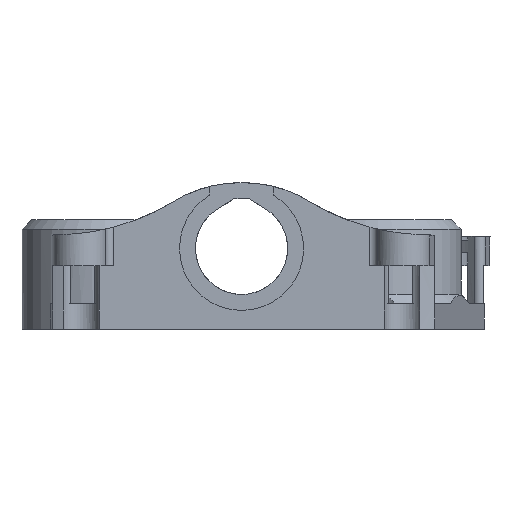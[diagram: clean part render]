
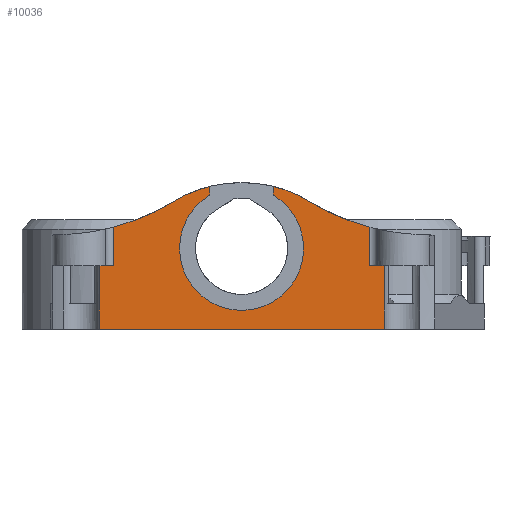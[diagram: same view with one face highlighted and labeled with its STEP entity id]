
A CAD part, front view. The second image highlights one B-rep face of the part: STEP entity #10036.
In plain terms, the highlighted planar face has unit normal (0, -1, 0).
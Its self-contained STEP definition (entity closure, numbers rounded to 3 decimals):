
#227=CIRCLE('',#10339,9.75);
#228=CIRCLE('',#10345,20.018);
#229=CIRCLE('',#10348,20.018);
#252=CIRCLE('',#10398,35.);
#253=CIRCLE('',#10408,35.);
#1838=FACE_OUTER_BOUND('',#2409,.T.);
#2409=EDGE_LOOP('',(#9204,#9205,#9206,#9207,#9208,#9209,#9210,#9211,#9212,
#9213,#9214,#9215,#9216,#9217));
#2908=LINE('',#20103,#3568);
#3038=LINE('',#22159,#3698);
#3043=LINE('',#22169,#3703);
#3083=LINE('',#22519,#3743);
#3084=LINE('',#22522,#3744);
#3085=LINE('',#22523,#3745);
#3086=LINE('',#22525,#3746);
#3087=LINE('',#22527,#3747);
#3088=LINE('',#22528,#3748);
#3568=VECTOR('',#11099,10.);
#3698=VECTOR('',#11577,10.);
#3703=VECTOR('',#11588,10.);
#3743=VECTOR('',#11776,10.);
#3744=VECTOR('',#11779,10.);
#3745=VECTOR('',#11780,10.);
#3746=VECTOR('',#11781,10.);
#3747=VECTOR('',#11782,10.);
#3748=VECTOR('',#11783,10.);
#4464=VERTEX_POINT('',#20100);
#4465=VERTEX_POINT('',#20102);
#4717=VERTEX_POINT('',#22157);
#4718=VERTEX_POINT('',#22158);
#4719=VERTEX_POINT('',#22163);
#4720=VERTEX_POINT('',#22167);
#4721=VERTEX_POINT('',#22178);
#4722=VERTEX_POINT('',#22185);
#4746=VERTEX_POINT('',#22343);
#4754=VERTEX_POINT('',#22465);
#4757=VERTEX_POINT('',#22517);
#4758=VERTEX_POINT('',#22521);
#4759=VERTEX_POINT('',#22524);
#4760=VERTEX_POINT('',#22526);
#5818=EDGE_CURVE('',#4465,#4464,#2908,.T.);
#6171=EDGE_CURVE('',#4717,#4718,#3038,.T.);
#6174=EDGE_CURVE('',#4719,#4717,#227,.T.);
#6177=EDGE_CURVE('',#4720,#4719,#3043,.T.);
#6182=EDGE_CURVE('',#4718,#4721,#228,.T.);
#6187=EDGE_CURVE('',#4722,#4720,#229,.T.);
#6241=EDGE_CURVE('',#4746,#4722,#252,.T.);
#6257=EDGE_CURVE('',#4721,#4754,#253,.T.);
#6265=EDGE_CURVE('',#4746,#4757,#3083,.T.);
#6266=EDGE_CURVE('',#4758,#4757,#3084,.T.);
#6267=EDGE_CURVE('',#4465,#4758,#3085,.T.);
#6268=EDGE_CURVE('',#4464,#4759,#3086,.T.);
#6269=EDGE_CURVE('',#4760,#4759,#3087,.T.);
#6270=EDGE_CURVE('',#4754,#4760,#3088,.T.);
#9204=ORIENTED_EDGE('',*,*,#6171,.F.);
#9205=ORIENTED_EDGE('',*,*,#6174,.F.);
#9206=ORIENTED_EDGE('',*,*,#6177,.F.);
#9207=ORIENTED_EDGE('',*,*,#6187,.F.);
#9208=ORIENTED_EDGE('',*,*,#6241,.F.);
#9209=ORIENTED_EDGE('',*,*,#6265,.T.);
#9210=ORIENTED_EDGE('',*,*,#6266,.F.);
#9211=ORIENTED_EDGE('',*,*,#6267,.F.);
#9212=ORIENTED_EDGE('',*,*,#5818,.T.);
#9213=ORIENTED_EDGE('',*,*,#6268,.T.);
#9214=ORIENTED_EDGE('',*,*,#6269,.F.);
#9215=ORIENTED_EDGE('',*,*,#6270,.F.);
#9216=ORIENTED_EDGE('',*,*,#6257,.F.);
#9217=ORIENTED_EDGE('',*,*,#6182,.F.);
#9524=PLANE('',#10415);
#10036=ADVANCED_FACE('',(#1838),#9524,.F.);
#10339=AXIS2_PLACEMENT_3D('',#22164,#11582,#11583);
#10345=AXIS2_PLACEMENT_3D('',#22179,#11601,#11602);
#10348=AXIS2_PLACEMENT_3D('',#22187,#11611,#11612);
#10398=AXIS2_PLACEMENT_3D('',#22354,#11735,#11736);
#10408=AXIS2_PLACEMENT_3D('',#22466,#11761,#11762);
#10415=AXIS2_PLACEMENT_3D('',#22520,#11777,#11778);
#11099=DIRECTION('',(1.,0.,0.));
#11577=DIRECTION('',(0.,0.,1.));
#11582=DIRECTION('center_axis',(0.,-1.,
0.));
#11583=DIRECTION('ref_axis',(1.,0.,0.));
#11588=DIRECTION('',(0.,0.,-1.));
#11601=DIRECTION('center_axis',(0.,1.,
0.));
#11602=DIRECTION('ref_axis',(0.,0.,
1.));
#11611=DIRECTION('center_axis',(0.,1.,
0.));
#11612=DIRECTION('ref_axis',(-0.523,0.,0.852));
#11735=DIRECTION('center_axis',(0.,-1.,
0.));
#11736=DIRECTION('ref_axis',(0.523,0.,-0.852));
#11761=DIRECTION('center_axis',(0.,-1.,
0.));
#11762=DIRECTION('ref_axis',(-0.057,0.,-0.998));
#11776=DIRECTION('',(0.,0.,-1.));
#11777=DIRECTION('center_axis',(0.,1.,
0.));
#11778=DIRECTION('ref_axis',(-1.,0.,0.));
#11779=DIRECTION('',(1.,0.,0.));
#11780=DIRECTION('',(0.,0.,1.));
#11781=DIRECTION('',(0.,0.,1.));
#11782=DIRECTION('',(1.,0.,0.));
#11783=DIRECTION('',(0.,0.,-1.));
#20100=CARTESIAN_POINT('',(22.4,-21.4,-42.4));
#20102=CARTESIAN_POINT('',(-22.4,-21.4,-42.4));
#20103=CARTESIAN_POINT('',(20.818,-21.4,-42.4));
#22157=CARTESIAN_POINT('',(5.,-21.4,-21.33));
#22158=CARTESIAN_POINT('',(5.,-21.4,-19.972));
#22159=CARTESIAN_POINT('',(5.,-21.4,-31.865));
#22163=CARTESIAN_POINT('',(-5.,-21.4,-21.33));
#22164=CARTESIAN_POINT('Origin',(0.,-21.4,
-29.7));
#22167=CARTESIAN_POINT('',(-5.,-21.4,-19.972));
#22169=CARTESIAN_POINT('',(-5.,-21.4,-31.151));
#22178=CARTESIAN_POINT('',(10.717,-21.4,-22.355));
#22179=CARTESIAN_POINT('Origin',(0.25,-21.4,-39.418));
#22185=CARTESIAN_POINT('',(-10.717,-21.4,-22.355));
#22187=CARTESIAN_POINT('Origin',(-0.25,-21.4,-39.418));
#22343=CARTESIAN_POINT('',(-20.135,-21.4,-26.375));
#22354=CARTESIAN_POINT('Origin',(-29.019,-21.4,7.479));
#22465=CARTESIAN_POINT('',(20.135,-21.4,-26.375));
#22466=CARTESIAN_POINT('Origin',(29.019,-21.4,7.479));
#22517=CARTESIAN_POINT('',(-20.135,-21.4,-32.4));
#22519=CARTESIAN_POINT('',(-20.135,-21.4,-42.4));
#22520=CARTESIAN_POINT('Origin',(22.4,-21.4,-42.4));
#22521=CARTESIAN_POINT('',(-22.4,-21.4,-32.4));
#22522=CARTESIAN_POINT('',(-20.135,-21.4,-32.4));
#22523=CARTESIAN_POINT('',(-22.4,-21.4,-42.4));
#22524=CARTESIAN_POINT('',(22.4,-21.4,-32.4));
#22525=CARTESIAN_POINT('',(22.4,-21.4,-42.4));
#22526=CARTESIAN_POINT('',(20.135,-21.4,-32.4));
#22527=CARTESIAN_POINT('',(20.135,-21.4,-32.4));
#22528=CARTESIAN_POINT('',(20.135,-21.4,-42.4));
